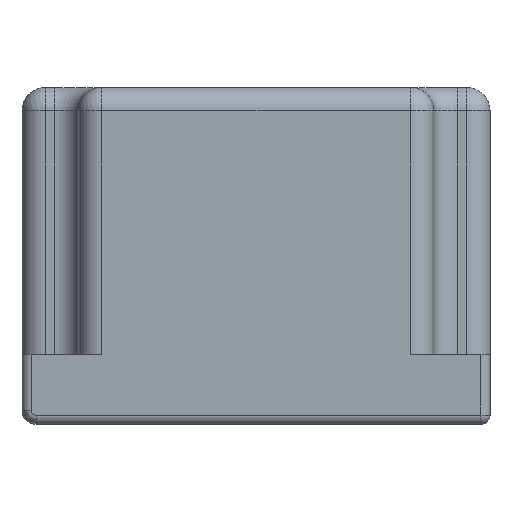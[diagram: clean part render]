
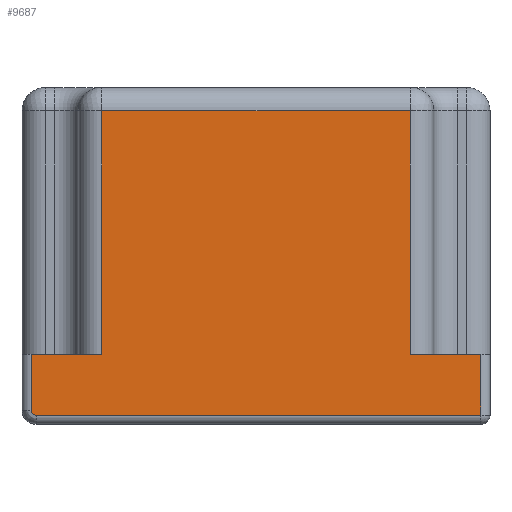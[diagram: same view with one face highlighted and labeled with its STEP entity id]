
A CAD part, left-side view. The second image highlights one B-rep face of the part: STEP entity #9687.
In plain terms, the highlighted planar face has unit normal (-1, 0, 0).
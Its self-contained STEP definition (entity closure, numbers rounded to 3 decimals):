
#119=PLANE('',#10395);
#602=FACE_OUTER_BOUND('',#1164,.T.);
#1164=EDGE_LOOP('',(#7783,#7784,#7785,#7786,#7787,#7788,#7789,#7790,#7791));
#1294=CIRCLE('',#10202,1.);
#2616=LINE('',#26417,#3148);
#2617=LINE('',#26424,#3149);
#2620=LINE('',#26432,#3152);
#2624=LINE('',#26448,#3156);
#2691=LINE('',#28405,#3223);
#2708=LINE('',#28483,#3240);
#2711=LINE('',#28492,#3243);
#2716=LINE('',#28507,#3248);
#3148=VECTOR('',#11759,10.);
#3149=VECTOR('',#11766,10.);
#3152=VECTOR('',#11775,10.);
#3156=VECTOR('',#11791,10.);
#3223=VECTOR('',#12092,10.);
#3240=VECTOR('',#12203,10.);
#3243=VECTOR('',#12214,10.);
#3248=VECTOR('',#12233,10.);
#4111=VERTEX_POINT('',#26372);
#4114=VERTEX_POINT('',#26377);
#4128=VERTEX_POINT('',#26416);
#4130=VERTEX_POINT('',#26421);
#4131=VERTEX_POINT('',#26423);
#4139=VERTEX_POINT('',#26446);
#4218=VERTEX_POINT('',#28386);
#4221=VERTEX_POINT('',#28398);
#4238=VERTEX_POINT('',#28490);
#5451=EDGE_CURVE('',#4114,#4111,#1294,.T.);
#5470=EDGE_CURVE('',#4111,#4128,#2616,.T.);
#5473=EDGE_CURVE('',#4130,#4131,#2617,.T.);
#5478=EDGE_CURVE('',#4131,#4114,#2620,.T.);
#5486=EDGE_CURVE('',#4130,#4139,#2624,.T.);
#5642=EDGE_CURVE('',#4221,#4139,#2691,.T.);
#5683=EDGE_CURVE('',#4218,#4221,#2708,.T.);
#5687=EDGE_CURVE('',#4238,#4218,#2711,.T.);
#5694=EDGE_CURVE('',#4238,#4128,#2716,.T.);
#7783=ORIENTED_EDGE('',*,*,#5451,.F.);
#7784=ORIENTED_EDGE('',*,*,#5478,.F.);
#7785=ORIENTED_EDGE('',*,*,#5473,.F.);
#7786=ORIENTED_EDGE('',*,*,#5486,.T.);
#7787=ORIENTED_EDGE('',*,*,#5642,.F.);
#7788=ORIENTED_EDGE('',*,*,#5683,.F.);
#7789=ORIENTED_EDGE('',*,*,#5687,.F.);
#7790=ORIENTED_EDGE('',*,*,#5694,.T.);
#7791=ORIENTED_EDGE('',*,*,#5470,.F.);
#9687=ADVANCED_FACE('',(#602),#119,.T.);
#10202=AXIS2_PLACEMENT_3D('',#26379,#11728,#11729);
#10395=AXIS2_PLACEMENT_3D('',#28506,#12231,#12232);
#11728=DIRECTION('center_axis',(1.,0.,0.));
#11729=DIRECTION('ref_axis',(0.,0.707,-0.707));
#11759=DIRECTION('',(0.,0.,1.));
#11766=DIRECTION('',(0.,0.,-1.));
#11775=DIRECTION('',(0.,1.,0.));
#11791=DIRECTION('',(0.,1.,0.));
#12092=DIRECTION('',(0.,0.,-1.));
#12203=DIRECTION('',(0.,-1.,0.));
#12214=DIRECTION('',(0.,0.,1.));
#12231=DIRECTION('center_axis',(-1.,0.,0.));
#12232=DIRECTION('ref_axis',(0.,-1.,0.));
#12233=DIRECTION('',(0.,1.,0.));
#26372=CARTESIAN_POINT('',(0.,98.,3.));
#26377=CARTESIAN_POINT('',(0.,97.,2.));
#26379=CARTESIAN_POINT('Origin',(0.,97.,3.));
#26416=CARTESIAN_POINT('',(0.,98.,15.));
#26417=CARTESIAN_POINT('',(0.,98.,0.));
#26421=CARTESIAN_POINT('',(0.,2.,15.));
#26423=CARTESIAN_POINT('',(0.,2.,2.));
#26424=CARTESIAN_POINT('',(0.,2.,0.));
#26432=CARTESIAN_POINT('',(0.,75.,2.));
#26446=CARTESIAN_POINT('',(0.,17.,15.));
#26448=CARTESIAN_POINT('',(0.,53.,15.));
#28386=CARTESIAN_POINT('',(0.,83.,67.));
#28398=CARTESIAN_POINT('',(0.,17.,67.));
#28405=CARTESIAN_POINT('',(0.,17.,36.));
#28483=CARTESIAN_POINT('',(0.,75.,67.));
#28490=CARTESIAN_POINT('',(0.,83.,15.));
#28492=CARTESIAN_POINT('',(0.,83.,36.));
#28506=CARTESIAN_POINT('Origin',(0.,100.,0.));
#28507=CARTESIAN_POINT('',(0.,97.,15.));
